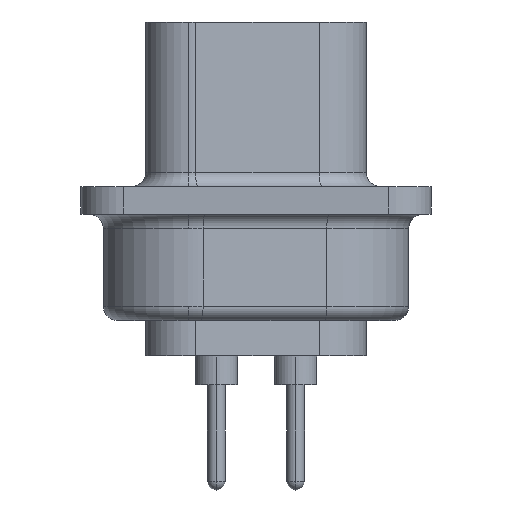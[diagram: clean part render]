
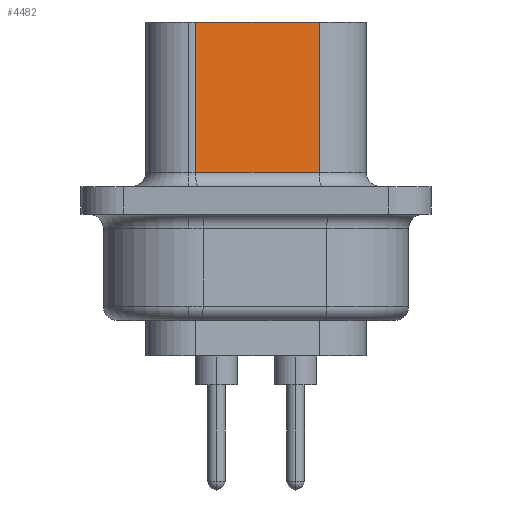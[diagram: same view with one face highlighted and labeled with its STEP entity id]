
A CAD part, left-side view. The second image highlights one B-rep face of the part: STEP entity #4482.
In plain terms, the highlighted planar face has unit normal (-0.985, -0.174, 0).
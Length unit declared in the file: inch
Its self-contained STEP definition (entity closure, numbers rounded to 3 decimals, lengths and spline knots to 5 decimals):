
#691 = CARTESIAN_POINT ( 'NONE',  ( -1.08, 0.08508, 0.2515 ) ) ;
#1456 = VECTOR ( 'NONE', #14250, 39.37008 ) ;
#2104 = ORIENTED_EDGE ( 'NONE', *, *, #9326, .F. ) ;
#2758 = ORIENTED_EDGE ( 'NONE', *, *, #11837, .F. ) ;
#3729 = CARTESIAN_POINT ( 'NONE',  ( -1.08, 0.08508, 0.2515 ) ) ;
#4408 = CARTESIAN_POINT ( 'NONE',  ( -1.08, 0.08508, 0.2515 ) ) ;
#4482 = ADVANCED_FACE ( 'NONE', ( #13126 ), #15435, .F. ) ;
#5311 = DIRECTION ( 'NONE',  ( 0.985, 0.174, 0. ) ) ;
#5790 = AXIS2_PLACEMENT_3D ( 'NONE', #3729, #5311, #13518 ) ;
#6036 = EDGE_CURVE ( 'NONE', #10595, #13024, #11644, .T. ) ;
#6436 = EDGE_CURVE ( 'NONE', #6440, #10595, #17914, .T. ) ;
#6440 = VERTEX_POINT ( 'NONE', #10846 ) ;
#7195 = VECTOR ( 'NONE', #16057, 39.37008 ) ;
#7313 = EDGE_LOOP ( 'NONE', ( #8745, #10787, #2104, #2758 ) ) ;
#7563 = CARTESIAN_POINT ( 'NONE',  ( -1.04924, -0.08939, 0.2515 ) ) ;
#8078 = DIRECTION ( 'NONE',  ( 0.174, -0.985, 0. ) ) ;
#8745 = ORIENTED_EDGE ( 'NONE', *, *, #6436, .T. ) ;
#8918 = LINE ( 'NONE', #14637, #20118 ) ;
#9326 = EDGE_CURVE ( 'NONE', #19769, #13024, #8918, .T. ) ;
#10595 = VERTEX_POINT ( 'NONE', #13611 ) ;
#10787 = ORIENTED_EDGE ( 'NONE', *, *, #6036, .T. ) ;
#10846 = CARTESIAN_POINT ( 'NONE',  ( -1.08, 0.08508, 0.2515 ) ) ;
#11644 = LINE ( 'NONE', #21532, #19754 ) ;
#11837 = EDGE_CURVE ( 'NONE', #6440, #19769, #17629, .T. ) ;
#13024 = VERTEX_POINT ( 'NONE', #17318 ) ;
#13126 = FACE_OUTER_BOUND ( 'NONE', #7313, .T. ) ;
#13518 = DIRECTION ( 'NONE',  ( -0.174, 0.985, 0. ) ) ;
#13611 = CARTESIAN_POINT ( 'NONE',  ( -1.08, 0.08508, 0.0395 ) ) ;
#14250 = DIRECTION ( 'NONE',  ( 0., 0., -1. ) ) ;
#14637 = CARTESIAN_POINT ( 'NONE',  ( -1.04924, -0.08939, 0.2515 ) ) ;
#15435 = PLANE ( 'NONE',  #5790 ) ;
#16057 = DIRECTION ( 'NONE',  ( 0.174, -0.985, 0. ) ) ;
#17318 = CARTESIAN_POINT ( 'NONE',  ( -1.04924, -0.08939, 0.0395 ) ) ;
#17629 = LINE ( 'NONE', #4408, #7195 ) ;
#17914 = LINE ( 'NONE', #691, #1456 ) ;
#17927 = DIRECTION ( 'NONE',  ( 0., 0., -1. ) ) ;
#19754 = VECTOR ( 'NONE', #8078, 39.37008 ) ;
#19769 = VERTEX_POINT ( 'NONE', #7563 ) ;
#20118 = VECTOR ( 'NONE', #17927, 39.37008 ) ;
#21532 = CARTESIAN_POINT ( 'NONE',  ( -1.04924, -0.08939, 0.0395 ) ) ;
